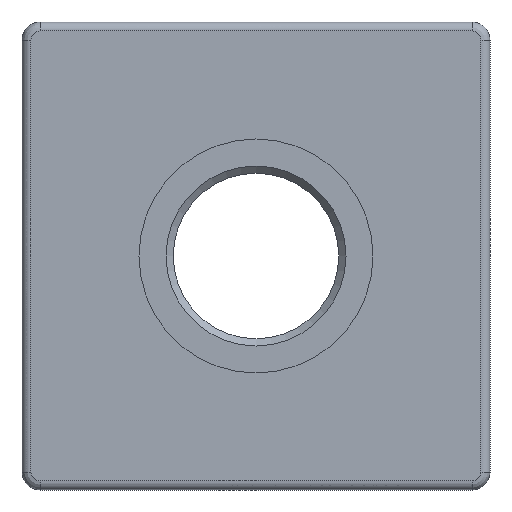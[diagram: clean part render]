
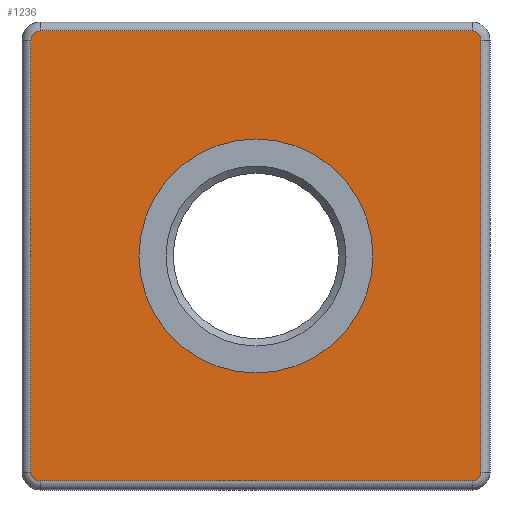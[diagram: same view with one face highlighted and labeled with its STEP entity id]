
A CAD part, front view. The second image highlights one B-rep face of the part: STEP entity #1236.
In plain terms, the highlighted planar face has unit normal (0, -1, 0).
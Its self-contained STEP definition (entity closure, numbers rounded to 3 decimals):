
#16=FACE_BOUND('',#382,.T.);
#114=LINE('',#2144,#202);
#116=LINE('',#2164,#204);
#118=LINE('',#2184,#206);
#119=LINE('',#2200,#207);
#202=VECTOR('',#1584,24.);
#204=VECTOR('',#1596,24.);
#206=VECTOR('',#1608,24.);
#207=VECTOR('',#1617,24.);
#255=PLANE('',#1350);
#307=FACE_OUTER_BOUND('',#381,.T.);
#381=EDGE_LOOP('',(#1014,#1015,#1016,#1017,#1018,#1019,#1020,#1021));
#382=EDGE_LOOP('',(#1022));
#450=CIRCLE('',#1325,0.5);
#456=CIRCLE('',#1332,0.5);
#460=CIRCLE('',#1337,0.5);
#464=CIRCLE('',#1342,0.5);
#467=CIRCLE('',#1351,6.5);
#585=VERTEX_POINT('',#2132);
#586=VERTEX_POINT('',#2134);
#588=VERTEX_POINT('',#2140);
#590=VERTEX_POINT('',#2154);
#592=VERTEX_POINT('',#2160);
#594=VERTEX_POINT('',#2174);
#596=VERTEX_POINT('',#2180);
#598=VERTEX_POINT('',#2194);
#605=VERTEX_POINT('',#2221);
#728=EDGE_CURVE('',#585,#586,#450,.T.);
#733=EDGE_CURVE('',#586,#588,#114,.T.);
#736=EDGE_CURVE('',#588,#590,#456,.T.);
#739=EDGE_CURVE('',#590,#592,#116,.T.);
#742=EDGE_CURVE('',#592,#594,#460,.T.);
#745=EDGE_CURVE('',#594,#596,#118,.T.);
#748=EDGE_CURVE('',#596,#598,#464,.T.);
#749=EDGE_CURVE('',#598,#585,#119,.T.);
#760=EDGE_CURVE('',#605,#605,#467,.T.);
#1014=ORIENTED_EDGE('',*,*,#728,.F.);
#1015=ORIENTED_EDGE('',*,*,#749,.F.);
#1016=ORIENTED_EDGE('',*,*,#748,.F.);
#1017=ORIENTED_EDGE('',*,*,#745,.F.);
#1018=ORIENTED_EDGE('',*,*,#742,.F.);
#1019=ORIENTED_EDGE('',*,*,#739,.F.);
#1020=ORIENTED_EDGE('',*,*,#736,.F.);
#1021=ORIENTED_EDGE('',*,*,#733,.F.);
#1022=ORIENTED_EDGE('',*,*,#760,.T.);
#1236=ADVANCED_FACE('',(#307,#16),#255,.F.);
#1325=AXIS2_PLACEMENT_3D('',#2135,#1573,#1574);
#1332=AXIS2_PLACEMENT_3D('',#2158,#1589,#1590);
#1337=AXIS2_PLACEMENT_3D('',#2178,#1601,#1602);
#1342=AXIS2_PLACEMENT_3D('',#2198,#1613,#1614);
#1350=AXIS2_PLACEMENT_3D('',#2220,#1638,#1639);
#1351=AXIS2_PLACEMENT_3D('',#2222,#1640,#1641);
#1573=DIRECTION('center_axis',(0.,1.,0.));
#1574=DIRECTION('ref_axis',(-0.707,0.,-0.707));
#1584=DIRECTION('',(0.,0.,1.));
#1589=DIRECTION('center_axis',(0.,1.,0.));
#1590=DIRECTION('ref_axis',(-0.707,0.,0.707));
#1596=DIRECTION('',(1.,0.,0.));
#1601=DIRECTION('center_axis',(0.,1.,0.));
#1602=DIRECTION('ref_axis',(0.707,0.,0.707));
#1608=DIRECTION('',(0.,0.,-1.));
#1613=DIRECTION('center_axis',(0.,1.,0.));
#1614=DIRECTION('ref_axis',(0.707,0.,-0.707));
#1617=DIRECTION('',(-1.,0.,0.));
#1638=DIRECTION('center_axis',(0.,1.,0.));
#1639=DIRECTION('ref_axis',(0.,0.,1.));
#1640=DIRECTION('center_axis',(0.,1.,0.));
#1641=DIRECTION('ref_axis',(-1.,0.,0.));
#2132=CARTESIAN_POINT('',(-12.,-4.5,-12.5));
#2134=CARTESIAN_POINT('',(-12.5,-4.5,-12.));
#2135=CARTESIAN_POINT('Origin',(-12.,-4.5,-12.));
#2140=CARTESIAN_POINT('',(-12.5,-4.5,12.));
#2144=CARTESIAN_POINT('',(-12.5,-4.5,6.5));
#2154=CARTESIAN_POINT('',(-12.,-4.5,12.5));
#2158=CARTESIAN_POINT('Origin',(-12.,-4.5,12.));
#2160=CARTESIAN_POINT('',(12.,-4.5,12.5));
#2164=CARTESIAN_POINT('',(6.5,-4.5,12.5));
#2174=CARTESIAN_POINT('',(12.5,-4.5,12.));
#2178=CARTESIAN_POINT('Origin',(12.,-4.5,12.));
#2180=CARTESIAN_POINT('',(12.5,-4.5,-12.));
#2184=CARTESIAN_POINT('',(12.5,-4.5,-6.5));
#2194=CARTESIAN_POINT('',(12.,-4.5,-12.5));
#2198=CARTESIAN_POINT('Origin',(12.,-4.5,-12.));
#2200=CARTESIAN_POINT('',(-6.5,-4.5,-12.5));
#2220=CARTESIAN_POINT('Origin',(0.,-4.5,0.));
#2221=CARTESIAN_POINT('',(6.5,-4.5,0.));
#2222=CARTESIAN_POINT('Origin',(0.,-4.5,0.));
